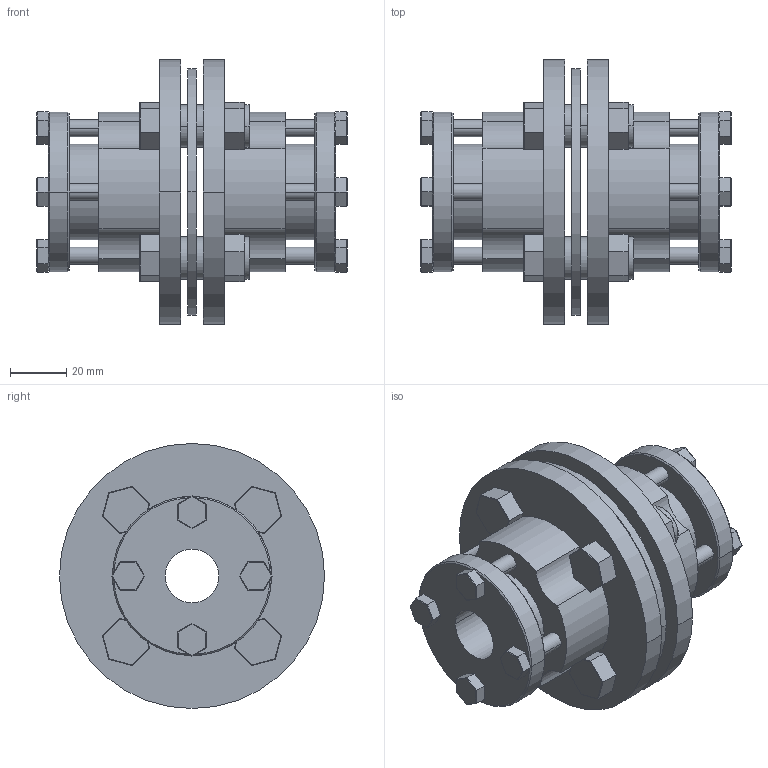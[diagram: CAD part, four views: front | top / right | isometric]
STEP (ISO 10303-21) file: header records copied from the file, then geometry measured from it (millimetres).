
FILE_DESCRIPTION (( 'STEP AP203' ), '1' );
FILE_NAME ('CL9-94.step', '2011-08-10T07:36:21', ( '' ), ( '' ), 'SwSTEP 2.0', 'SolidWorks 2010', '' );
FILE_SCHEMA (( 'CONFIG_CONTROL_DESIGN' ));
Length unit declared in the file: millimetre
Products named in the file (1): CL9-94
Bounding box: 110 x 94 x 94 mm (x, y, z)
Volume: 285568.8 mm3; surface area: 79432 mm2
Topology: 7 solids, 7 shells, 442 faces, 1086 edges, 616 vertices
Faces by surface type: plane 204, cylinder 146, bspline 48, torus 36, cone 8
Entity records: 15839 total; most frequent: CARTESIAN_POINT 5865, ORIENTED_EDGE 2076, DIRECTION 2048, EDGE_CURVE 1038, AXIS2_PLACEMENT_3D 735, VERTEX_POINT 616, VECTOR 578, LINE 578
